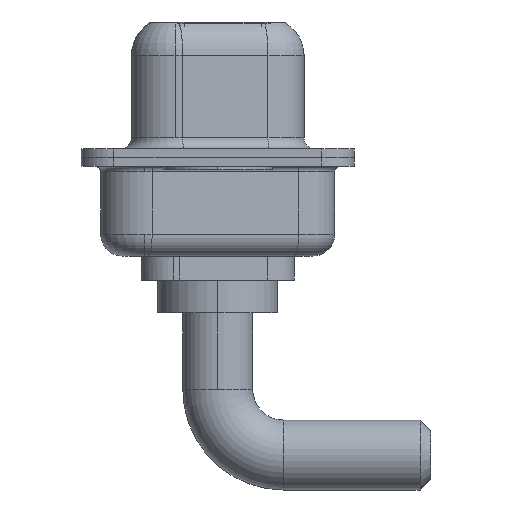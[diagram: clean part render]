
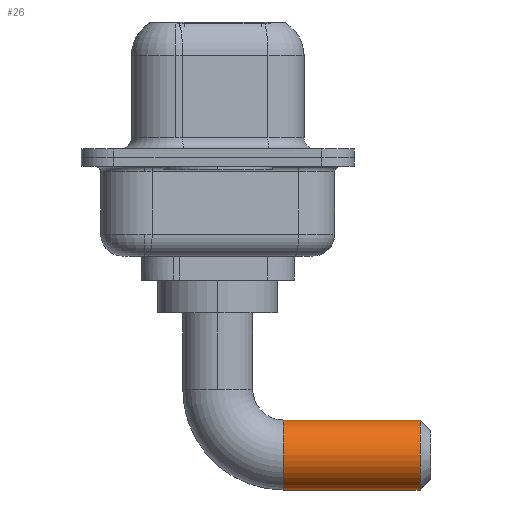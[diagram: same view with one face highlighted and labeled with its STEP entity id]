
A CAD part, left-side view. The second image highlights one B-rep face of the part: STEP entity #26.
In plain terms, the highlighted cylindrical face has radius 1.6 mm (diameter 3.2 mm), a partial arc.
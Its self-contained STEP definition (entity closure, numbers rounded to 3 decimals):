
#26 = ADVANCED_FACE ( 'NONE', ( #4783 ), #1354, .T. ) ;
#203 = CARTESIAN_POINT ( 'NONE',  ( 0., -3., -4.9 ) ) ;
#684 = DIRECTION ( 'NONE',  ( -1., 0., 0. ) ) ;
#1306 = CARTESIAN_POINT ( 'NONE',  ( 0., -3., -4.9 ) ) ;
#1344 = VERTEX_POINT ( 'NONE', #1983 ) ;
#1354 = CYLINDRICAL_SURFACE ( 'NONE', #9253, 1.6 ) ;
#1418 = DIRECTION ( 'NONE',  ( 0., 1., 0. ) ) ;
#1578 = DIRECTION ( 'NONE',  ( 0., 0., -1. ) ) ;
#1983 = CARTESIAN_POINT ( 'NONE',  ( 0., -9.25, -4.9 ) ) ;
#2037 = LINE ( 'NONE', #1306, #6233 ) ;
#2154 = EDGE_LOOP ( 'NONE', ( #8421, #3491, #3500, #10660 ) ) ;
#2176 = CIRCLE ( 'NONE', #3573, 1.6 ) ;
#2250 = DIRECTION ( 'NONE',  ( 0., -1., 0. ) ) ;
#3194 = CARTESIAN_POINT ( 'NONE',  ( 0., -3., -6.5 ) ) ;
#3491 = ORIENTED_EDGE ( 'NONE', *, *, #7668, .T. ) ;
#3496 = AXIS2_PLACEMENT_3D ( 'NONE', #3194, #8242, #684 ) ;
#3500 = ORIENTED_EDGE ( 'NONE', *, *, #9142, .T. ) ;
#3573 = AXIS2_PLACEMENT_3D ( 'NONE', #4163, #1418, #10912 ) ;
#3695 = DIRECTION ( 'NONE',  ( 0., -1., 0. ) ) ;
#3834 = CARTESIAN_POINT ( 'NONE',  ( 0., -3., -8.1 ) ) ;
#4109 = VERTEX_POINT ( 'NONE', #203 ) ;
#4163 = CARTESIAN_POINT ( 'NONE',  ( 0., -9.25, -6.5 ) ) ;
#4367 = VECTOR ( 'NONE', #4658, 1000. ) ;
#4658 = DIRECTION ( 'NONE',  ( 0., -1., 0. ) ) ;
#4783 = FACE_OUTER_BOUND ( 'NONE', #2154, .T. ) ;
#4887 = EDGE_CURVE ( 'NONE', #4977, #1344, #2176, .T. ) ;
#4977 = VERTEX_POINT ( 'NONE', #5964 ) ;
#5964 = CARTESIAN_POINT ( 'NONE',  ( 0., -9.25, -8.1 ) ) ;
#6233 = VECTOR ( 'NONE', #3695, 1000. ) ;
#7668 = EDGE_CURVE ( 'NONE', #4109, #9640, #8763, .T. ) ;
#8242 = DIRECTION ( 'NONE',  ( 0., -1., 0. ) ) ;
#8421 = ORIENTED_EDGE ( 'NONE', *, *, #9952, .F. ) ;
#8763 = CIRCLE ( 'NONE', #3496, 1.6 ) ;
#9142 = EDGE_CURVE ( 'NONE', #9640, #4977, #10522, .T. ) ;
#9253 = AXIS2_PLACEMENT_3D ( 'NONE', #10597, #2250, #1578 ) ;
#9640 = VERTEX_POINT ( 'NONE', #10790 ) ;
#9952 = EDGE_CURVE ( 'NONE', #4109, #1344, #2037, .T. ) ;
#10522 = LINE ( 'NONE', #3834, #4367 ) ;
#10597 = CARTESIAN_POINT ( 'NONE',  ( 0., -3., -6.5 ) ) ;
#10660 = ORIENTED_EDGE ( 'NONE', *, *, #4887, .T. ) ;
#10790 = CARTESIAN_POINT ( 'NONE',  ( 0., -3., -8.1 ) ) ;
#10912 = DIRECTION ( 'NONE',  ( 0., 0., -1. ) ) ;
